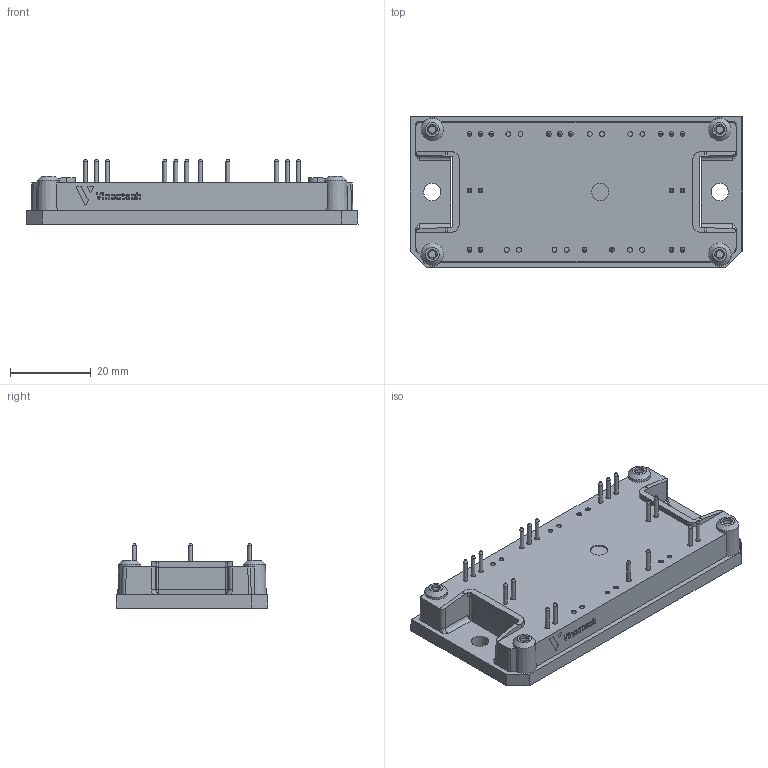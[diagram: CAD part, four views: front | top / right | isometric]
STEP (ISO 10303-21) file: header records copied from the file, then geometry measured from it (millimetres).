
FILE_DESCRIPTION(/* description */ ('Unknown'),/* implementation_level */ '2;1');
FILE_NAME(/* name */ 'Flow1-4T12W-P820(190)-01-OL',/* time_stamp */ '2023-06-14T10:31:27+02:00',/* author */ ('Unknown'),/* organization */ ('Unknown'),/* preprocessor_version */ 'ST-DEVELOPER v18.1',/* originating_system */ 'Solid Edge',/* authorisation */ 'Unknown');
FILE_SCHEMA (('AUTOMOTIVE_DESIGN {1 0 10303 214 3 1 1}'));
Length unit declared in the file: millimetre
Products named in the file (1): Flow1-4T12W-P820-OL
Bounding box: 82 x 37.4 x 16.23 mm (x, y, z)
Volume: 25821 mm3; surface area: 10811.5 mm2
Topology: 13 solids, 13 shells, 497 faces, 1245 edges, 830 vertices
Faces by surface type: plane 267, cylinder 103, bspline 80, cone 47
Full cylindrical faces by diameter (mm): 1 x19, 1.2 x31, 2.4 x4, 4.3 x3
Entity records: 17155 total; most frequent: CARTESIAN_POINT 4085, ORIENTED_EDGE 2148, DIRECTION 2019, EDGE_CURVE 1074, VERTEX_POINT 763, AXIS2_PLACEMENT_3D 691, EDGE_LOOP 669, FACE_BOUND 669
